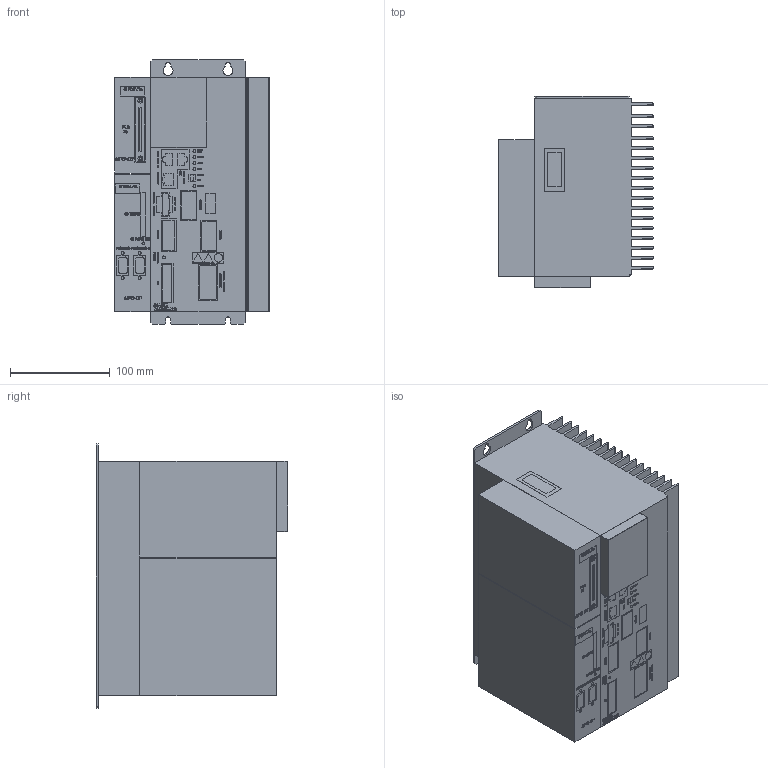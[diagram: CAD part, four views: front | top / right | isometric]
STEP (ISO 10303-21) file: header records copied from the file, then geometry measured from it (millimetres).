
FILE_DESCRIPTION (( 'STEP AP214' ), '1' );
FILE_NAME ('MFCT2-S120S + Options.STEP', '2025-02-20T13:53:23', ( '' ), ( '' ), 'SwSTEP 2.0', 'SolidWorks 2024', '' );
FILE_SCHEMA (( 'AUTOMOTIVE_DESIGN' ));
Length unit declared in the file: millimetre
Products named in the file (5): MFC-Option 2; MFC-Option 1; MFCT2-S120S; DP-01; MFCT2-S120S + Options
Assembly tree (4 placements, depth 2):
  MFCT2-S120S + Options
    MFCT2-S120S
    DP-01
    MFC-Option 1
    MFC-Option 2
Bounding box: 155 x 191.3 x 265 mm (x, y, z)
Volume: 5516133.8 mm3; surface area: 494181 mm2
Topology: 5 solids, 5 shells, 6451 faces, 17920 edges, 11940 vertices
Faces by surface type: plane 4659, bspline 1622, cylinder 166, sphere 4
Entity records: 211540 total; most frequent: CARTESIAN_POINT 56861, ORIENTED_EDGE 35832, DIRECTION 24674, EDGE_CURVE 17916, LINE 14338, VECTOR 14338, VERTEX_POINT 11940, EDGE_LOOP 6920
